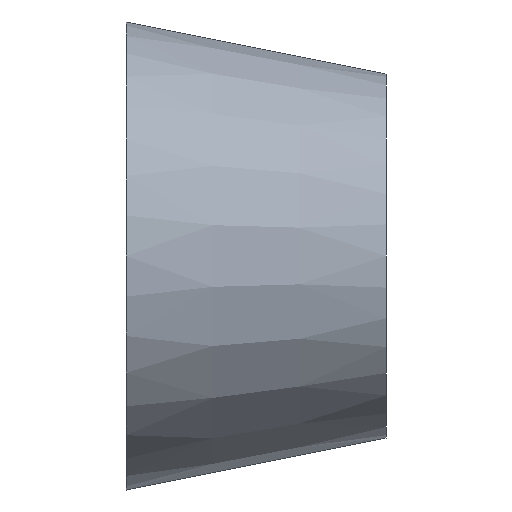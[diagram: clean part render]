
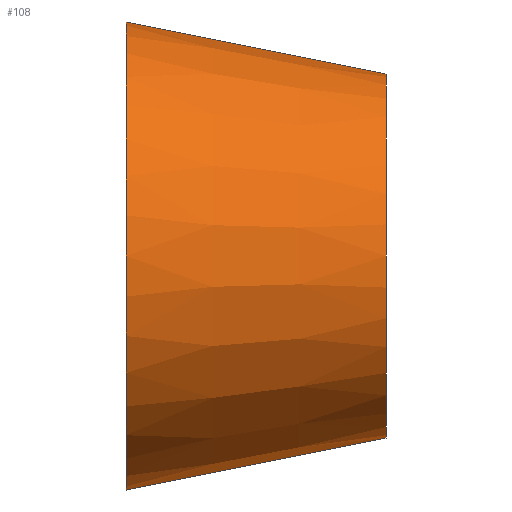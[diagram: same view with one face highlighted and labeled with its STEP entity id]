
A CAD part, left-side view. The second image highlights one B-rep face of the part: STEP entity #108.
In plain terms, the highlighted conical face has half-angle 11.31 degrees and reference radius 3.5 mm.
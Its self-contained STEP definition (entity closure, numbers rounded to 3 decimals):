
#9 = CARTESIAN_POINT ( 'NONE',  ( 0., 0., 0. ) ) ;
#11 = AXIS2_PLACEMENT_3D ( 'NONE', #36, #99, #174 ) ;
#18 = VECTOR ( 'NONE', #91, 1000. ) ;
#32 = LINE ( 'NONE', #103, #189 ) ;
#35 = EDGE_CURVE ( 'NONE', #201, #70, #32, .T. ) ;
#36 = CARTESIAN_POINT ( 'NONE',  ( 0., -5., 0. ) ) ;
#43 = CIRCLE ( 'NONE', #199, 4.5 ) ;
#53 = FACE_OUTER_BOUND ( 'NONE', #112, .T. ) ;
#63 = VERTEX_POINT ( 'NONE', #197 ) ;
#66 = ORIENTED_EDGE ( 'NONE', *, *, #136, .F. ) ;
#68 = DIRECTION ( 'NONE',  ( 0., 1., 0. ) ) ;
#70 = VERTEX_POINT ( 'NONE', #222 ) ;
#71 = DIRECTION ( 'NONE',  ( 0., 0.981, -0.196 ) ) ;
#89 = VERTEX_POINT ( 'NONE', #200 ) ;
#91 = DIRECTION ( 'NONE',  ( 0., 0.981, 0.196 ) ) ;
#94 = LINE ( 'NONE', #107, #18 ) ;
#96 = CARTESIAN_POINT ( 'NONE',  ( 0., -5., -3.5 ) ) ;
#99 = DIRECTION ( 'NONE',  ( 0., 1., 0. ) ) ;
#102 = ORIENTED_EDGE ( 'NONE', *, *, #117, .T. ) ;
#103 = CARTESIAN_POINT ( 'NONE',  ( 0., -5., -3.5 ) ) ;
#107 = CARTESIAN_POINT ( 'NONE',  ( 0., -5., 3.5 ) ) ;
#108 = ADVANCED_FACE ( 'NONE', ( #53 ), #175, .T. ) ;
#112 = EDGE_LOOP ( 'NONE', ( #230, #102, #234, #66 ) ) ;
#117 = EDGE_CURVE ( 'NONE', #201, #63, #209, .T. ) ;
#125 = DIRECTION ( 'NONE',  ( 0., 0., 1. ) ) ;
#136 = EDGE_CURVE ( 'NONE', #70, #89, #43, .T. ) ;
#139 = DIRECTION ( 'NONE',  ( 0., 0., 1. ) ) ;
#144 = DIRECTION ( 'NONE',  ( 0., 1., 0. ) ) ;
#147 = AXIS2_PLACEMENT_3D ( 'NONE', #164, #144, #125 ) ;
#164 = CARTESIAN_POINT ( 'NONE',  ( 0., -5., 0. ) ) ;
#174 = DIRECTION ( 'NONE',  ( 0., 0., 1. ) ) ;
#175 = CONICAL_SURFACE ( 'NONE', #147, 3.5, 0.197 ) ;
#189 = VECTOR ( 'NONE', #71, 1000. ) ;
#197 = CARTESIAN_POINT ( 'NONE',  ( 0., -5., 3.5 ) ) ;
#199 = AXIS2_PLACEMENT_3D ( 'NONE', #9, #68, #139 ) ;
#200 = CARTESIAN_POINT ( 'NONE',  ( 0., 0., 4.5 ) ) ;
#201 = VERTEX_POINT ( 'NONE', #96 ) ;
#209 = CIRCLE ( 'NONE', #11, 3.5 ) ;
#218 = EDGE_CURVE ( 'NONE', #63, #89, #94, .T. ) ;
#222 = CARTESIAN_POINT ( 'NONE',  ( 0., 0., -4.5 ) ) ;
#230 = ORIENTED_EDGE ( 'NONE', *, *, #35, .F. ) ;
#234 = ORIENTED_EDGE ( 'NONE', *, *, #218, .T. ) ;
